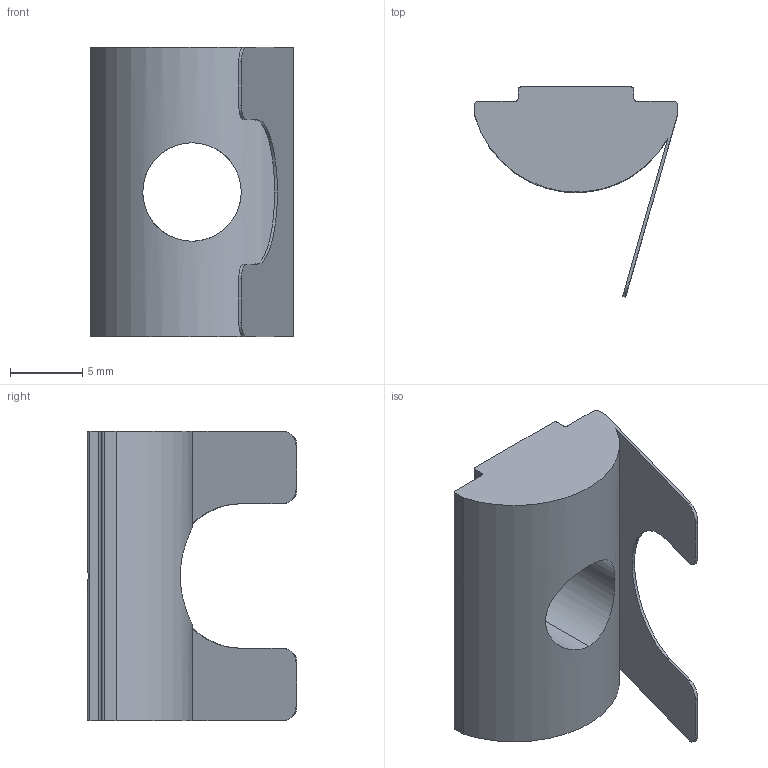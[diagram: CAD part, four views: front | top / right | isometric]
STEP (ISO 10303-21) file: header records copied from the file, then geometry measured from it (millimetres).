
FILE_DESCRIPTION (( 'STEP AP203' ), '1' );
FILE_NAME ('ALF-FNM8-14_8.step', '2024-08-09T13:31:07', ( '' ), ( '' ), 'SwSTEP 2.0', 'SolidWorks 2022', '' );
FILE_SCHEMA (( 'CONFIG_CONTROL_DESIGN' ));
Length unit declared in the file: millimetre
Products named in the file (1): ALF-FNM8-14_8
Bounding box: 14 x 14.5 x 20 mm (x, y, z)
Volume: 1299.8 mm3; surface area: 1247.3 mm2
Topology: 1 solids, 1 shells, 33 faces, 94 edges, 62 vertices
Faces by surface type: plane 16, cylinder 15, cone 2
Entity records: 1249 total; most frequent: CARTESIAN_POINT 282, DIRECTION 190, ORIENTED_EDGE 188, EDGE_CURVE 94, AXIS2_PLACEMENT_3D 66, VERTEX_POINT 62, VECTOR 58, LINE 58
